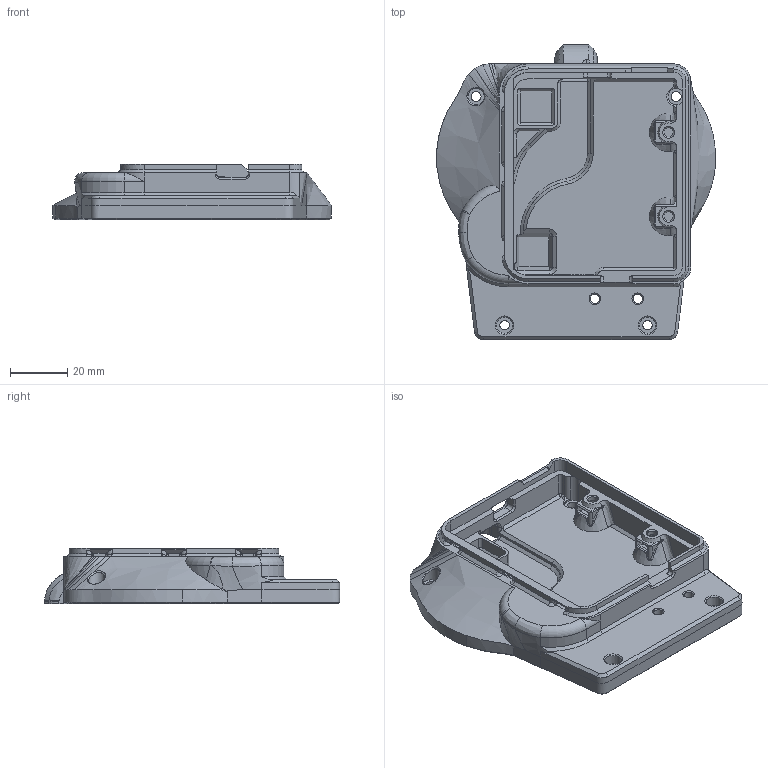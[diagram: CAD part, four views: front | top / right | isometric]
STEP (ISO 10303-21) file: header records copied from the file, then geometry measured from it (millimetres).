
FILE_DESCRIPTION(/* description */ (''),/* implementation_level */ '2;1');
FILE_NAME(/* name */ 'OSSM Mods - AIO PCB Backpack - Base.step',/* time_stamp */ '2025-05-13T23:06:59-04:00',/* author */ (''),/* organization */ (''),/* preprocessor_version */ 'ST-DEVELOPER v20.1',/* originating_system */ 'Autodesk Translation Framework v14.4.0.0',/* authorisation */ '');
FILE_SCHEMA (('AUTOMOTIVE_DESIGN { 1 0 10303 214 3 1 1 }'));
Length unit declared in the file: millimetre
Products named in the file (1): Base
Bounding box: 97.61 x 103.27 x 19.47 mm (x, y, z)
Volume: 66036.6 mm3; surface area: 27461.2 mm2
Topology: 1 solids, 1 shells, 823 faces, 2282 edges, 1467 vertices
Faces by surface type: plane 335, bspline 321, cylinder 95, cone 68, torus 4
Full cylindrical faces by diameter (mm): 3.3 x6, 3.5 x2, 3.6 x2, 5.7 x4
Entity records: 34511 total; most frequent: CARTESIAN_POINT 15677, ORIENTED_EDGE 4544, DIRECTION 2849, EDGE_CURVE 2272, VERTEX_POINT 1467, LINE 1231, VECTOR 1231, EDGE_LOOP 865
